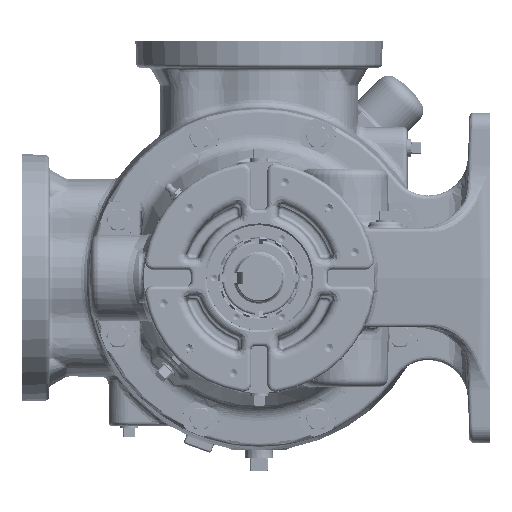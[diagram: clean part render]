
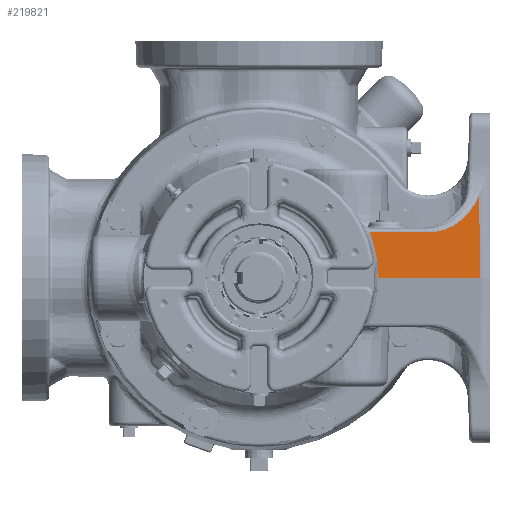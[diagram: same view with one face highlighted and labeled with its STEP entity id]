
A CAD part, left-side view. The second image highlights one B-rep face of the part: STEP entity #219821.
In plain terms, the highlighted planar face has unit normal (-0.642, -0.766, 0.035).
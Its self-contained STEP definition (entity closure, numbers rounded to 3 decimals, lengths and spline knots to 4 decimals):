
#4977 =( BOUNDED_CURVE ( )  B_SPLINE_CURVE ( 3, ( #175476, #88878, #149618, #285204 ),
 .UNSPECIFIED., .F., .T. ) 
 B_SPLINE_CURVE_WITH_KNOTS ( ( 4, 4 ),
 ( 3.5831, 4.6581 ),
 .UNSPECIFIED. ) 
 CURVE ( )  GEOMETRIC_REPRESENTATION_ITEM ( )  RATIONAL_B_SPLINE_CURVE ( ( 1., 0.906, 0.906, 1. ) ) 
 REPRESENTATION_ITEM ( '' )  );
#6436 = EDGE_CURVE ( 'NONE', #162907, #116194, #240992, .T. ) ;
#11874 = DIRECTION ( 'NONE',  ( 0.766, -0.643, 0. ) ) ;
#21701 = DIRECTION ( 'NONE',  ( -0.766, 0.643, 0. ) ) ;
#27362 =( BOUNDED_CURVE ( )  B_SPLINE_CURVE ( 3, ( #111096, #236710, #108227, #264054 ),
 .UNSPECIFIED., .F., .T. ) 
 B_SPLINE_CURVE_WITH_KNOTS ( ( 4, 4 ),
 ( 2.8291, 3.1828 ),
 .UNSPECIFIED. ) 
 CURVE ( )  GEOMETRIC_REPRESENTATION_ITEM ( )  RATIONAL_B_SPLINE_CURVE ( ( 1., 0.99, 0.99, 1. ) ) 
 REPRESENTATION_ITEM ( '' )  );
#27385 = CARTESIAN_POINT ( 'NONE',  ( -5.3596, -7.1684, 1.3842 ) ) ;
#32976 = VECTOR ( 'NONE', #21701, 39.3701 ) ;
#45568 = AXIS2_PLACEMENT_3D ( 'NONE', #233066, #235916, #77214 ) ;
#50943 = EDGE_CURVE ( 'NONE', #68981, #88229, #55130, .T. ) ;
#55130 = LINE ( 'NONE', #143223, #269430 ) ;
#65765 = LINE ( 'NONE', #179758, #185009 ) ;
#68981 = VERTEX_POINT ( 'NONE', #173827 ) ;
#70776 = EDGE_LOOP ( 'NONE', ( #164354, #153226, #163590, #120449, #172250 ) ) ;
#77214 = DIRECTION ( 'NONE',  ( 0.766, -0.643, 0. ) ) ;
#88229 = VERTEX_POINT ( 'NONE', #261441 ) ;
#88878 = CARTESIAN_POINT ( 'NONE',  ( -6.2759, -6.3809, 1.7931 ) ) ;
#108227 = CARTESIAN_POINT ( 'NONE',  ( -9.6437, -3.6151, 0.474 ) ) ;
#110566 = DIRECTION ( 'NONE',  ( 0.035, 0.016, 0.999 ) ) ;
#111096 = CARTESIAN_POINT ( 'NONE',  ( -9.894, -3.3636, 1.3842 ) ) ;
#116194 = VERTEX_POINT ( 'NONE', #246537 ) ;
#120449 = ORIENTED_EDGE ( 'NONE', *, *, #205122, .T. ) ;
#123406 = PLANE ( 'NONE',  #45568 ) ;
#134927 = CARTESIAN_POINT ( 'NONE',  ( -7.7607, -5.1537, 1.3842 ) ) ;
#143223 = CARTESIAN_POINT ( 'NONE',  ( -5.3907, -7.2054, 0. ) ) ;
#149618 = CARTESIAN_POINT ( 'NONE',  ( -6.962, -5.8238, 1.3842 ) ) ;
#153226 = ORIENTED_EDGE ( 'NONE', *, *, #243061, .T. ) ;
#157217 = EDGE_CURVE ( 'NONE', #254678, #162907, #4977, .T. ) ;
#162907 = VERTEX_POINT ( 'NONE', #134927 ) ;
#163590 = ORIENTED_EDGE ( 'NONE', *, *, #50943, .T. ) ;
#164354 = ORIENTED_EDGE ( 'NONE', *, *, #6436, .T. ) ;
#172250 = ORIENTED_EDGE ( 'NONE', *, *, #157217, .T. ) ;
#173827 = CARTESIAN_POINT ( 'NONE',  ( -9.667, -3.6172, 0. ) ) ;
#175476 = CARTESIAN_POINT ( 'NONE',  ( -5.896, -6.6677, 2.4956 ) ) ;
#179758 = CARTESIAN_POINT ( 'NONE',  ( -5.8632, -6.6524, 3.434 ) ) ;
#185009 = VECTOR ( 'NONE', #110566, 39.3701 ) ;
#188302 = FACE_OUTER_BOUND ( 'NONE', #70776, .T. ) ;
#205122 = EDGE_CURVE ( 'NONE', #88229, #254678, #65765, .T. ) ;
#219821 = ADVANCED_FACE ( 'Defeatured_0_2030', ( #188302 ), #123406, .T. ) ;
#233066 = CARTESIAN_POINT ( 'NONE',  ( -5.3907, -7.2054, 0. ) ) ;
#235916 = DIRECTION ( 'NONE',  ( -0.642, -0.766, 0.035 ) ) ;
#236710 = CARTESIAN_POINT ( 'NONE',  ( -9.7202, -3.5297, 0.9402 ) ) ;
#240992 = LINE ( 'NONE', #27385, #32976 ) ;
#243061 = EDGE_CURVE ( 'NONE', #116194, #68981, #27362, .T. ) ;
#246537 = CARTESIAN_POINT ( 'NONE',  ( -9.894, -3.3636, 1.3842 ) ) ;
#254678 = VERTEX_POINT ( 'NONE', #280749 ) ;
#261441 = CARTESIAN_POINT ( 'NONE',  ( -5.9831, -6.7083, 0. ) ) ;
#264054 = CARTESIAN_POINT ( 'NONE',  ( -9.667, -3.6172, 0. ) ) ;
#269430 = VECTOR ( 'NONE', #11874, 39.3701 ) ;
#280749 = CARTESIAN_POINT ( 'NONE',  ( -5.896, -6.6677, 2.4956 ) ) ;
#285204 = CARTESIAN_POINT ( 'NONE',  ( -7.7607, -5.1537, 1.3842 ) ) ;
